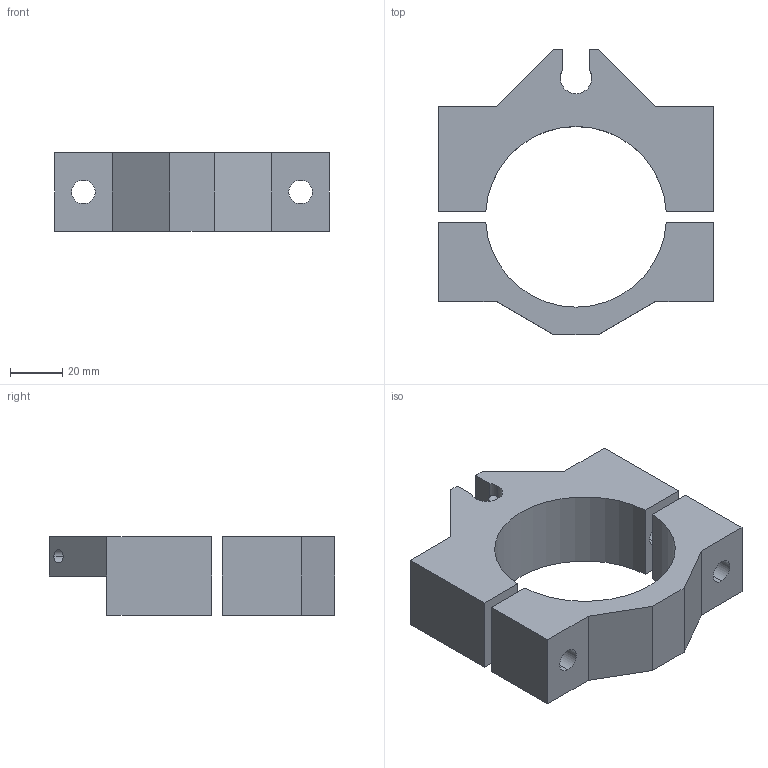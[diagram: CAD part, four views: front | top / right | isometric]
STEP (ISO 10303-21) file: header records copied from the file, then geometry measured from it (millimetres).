
FILE_DESCRIPTION (( 'STEP AP203' ), '1' );
FILE_NAME ('bride 1.STEP', '2019-05-02T22:56:41', ( '' ), ( '' ), 'SwSTEP 2.0', 'SolidWorks 2015', '' );
FILE_SCHEMA (( 'CONFIG_CONTROL_DESIGN' ));
Length unit declared in the file: millimetre
Products named in the file (1): bride 1
Bounding box: 105 x 109 x 30 mm (x, y, z)
Volume: 133405.1 mm3; surface area: 33759 mm2
Topology: 2 solids, 2 shells, 44 faces, 126 edges, 84 vertices
Faces by surface type: plane 25, cylinder 19
Entity records: 1637 total; most frequent: CARTESIAN_POINT 381, ORIENTED_EDGE 252, DIRECTION 234, EDGE_CURVE 126, VERTEX_POINT 84, LINE 84, VECTOR 84, AXIS2_PLACEMENT_3D 75
